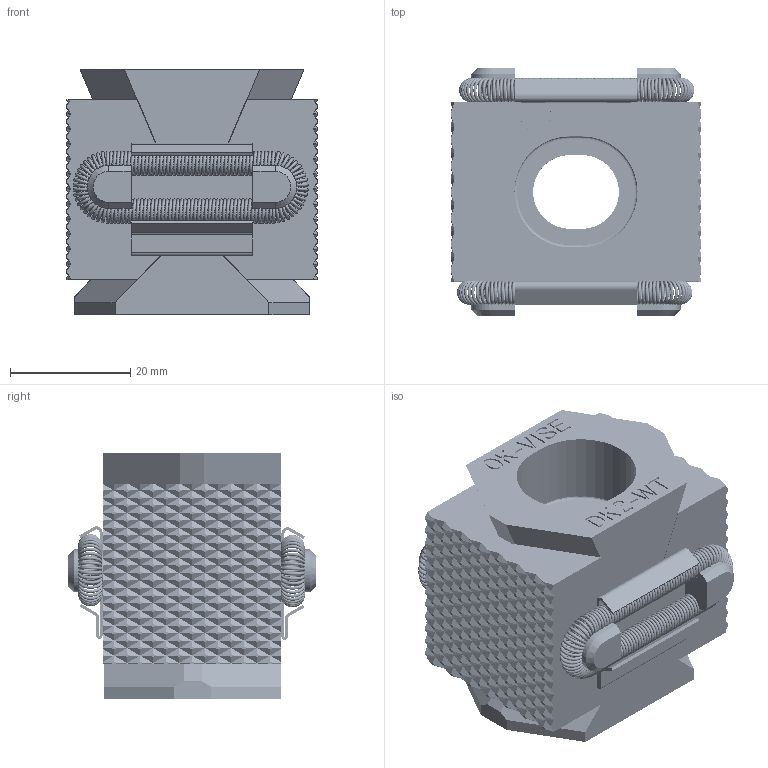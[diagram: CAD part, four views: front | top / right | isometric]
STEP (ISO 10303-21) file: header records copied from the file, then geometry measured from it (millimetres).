
FILE_DESCRIPTION((''),'2;1');
FILE_NAME('DK2-WT.stp','2011-11-22T12:34:21',('tuuja'),(''),'Autodesk Inventor 2010','Autodesk Inventor 2010','');
FILE_SCHEMA(('AUTOMOTIVE_DESIGN { 1 0 10303 214 1 1 1 1 }'));
Length unit declared in the file: millimetre
Products named in the file (8): DK2-WT; LODK2-WT; KIADK2-WT; SID; KIYDK2-WT; JDK; JDK P S; JDK-PÄÄTY
Assembly tree (10 placements, depth 3):
  DK2-WT
    LODK2-WT  x2
    KIADK2-WT
    SID  x2
    KIYDK2-WT
    JDK  x2
      JDK P S
      JDK-PÄÄTY
Bounding box: 41.7 x 41.2 x 40.85 mm (x, y, z)
Volume: 36775.5 mm3; surface area: 21496.7 mm2
Topology: 10 solids, 10 shells, 3115 faces, 7290 edges, 4040 vertices
Faces by surface type: plane 2361, torus 540, bspline 174, cylinder 38, cone 2
Entity records: 46585 total; most frequent: CARTESIAN_POINT 11713, ORIENTED_EDGE 6904, DIRECTION 6862, EDGE_CURVE 3452, VECTOR 2460, LINE 2460, AXIS2_PLACEMENT_3D 2201, VERTEX_POINT 1978
